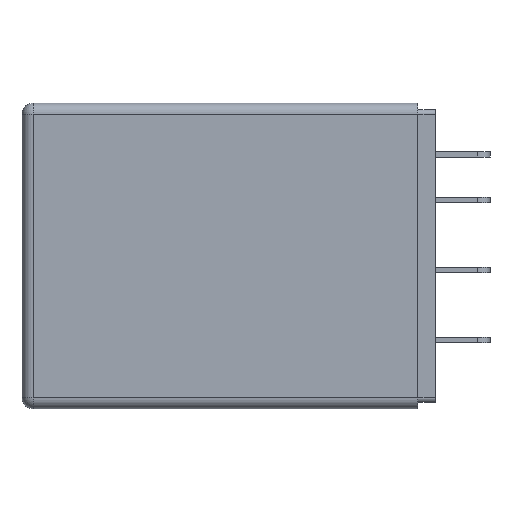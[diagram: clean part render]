
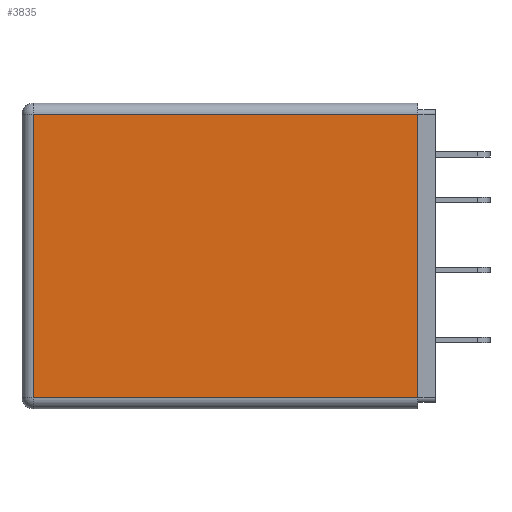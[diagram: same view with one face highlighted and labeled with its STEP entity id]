
A CAD part, left-side view. The second image highlights one B-rep face of the part: STEP entity #3835.
In plain terms, the highlighted planar face has unit normal (-1, 0, 0).
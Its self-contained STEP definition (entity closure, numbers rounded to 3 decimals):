
#3671=CARTESIAN_POINT('',(-21.2,34.6,1.0));
#3672=VERTEX_POINT('',#3671);
#3680=CARTESIAN_POINT('',(-21.2,34.6,26.5));
#3681=VERTEX_POINT('',#3680);
#3682=CARTESIAN_POINT('',(-21.2,34.6,1.0));
#3683=DIRECTION('',(0.0,0.0,1.0));
#3684=VECTOR('',#3683,25.5);
#3685=LINE('',#3682,#3684);
#3686=EDGE_CURVE('',#3672,#3681,#3685,.T.);
#3793=CARTESIAN_POINT('',(-21.2,0.0,26.5));
#3794=VERTEX_POINT('',#3793);
#3795=CARTESIAN_POINT('',(-21.2,0.0,26.5));
#3796=DIRECTION('',(0.0,1.0,0.0));
#3797=VECTOR('',#3796,34.6);
#3798=LINE('',#3795,#3797);
#3799=EDGE_CURVE('',#3794,#3681,#3798,.T.);
#3812=CARTESIAN_POINT('',(-21.2,0.0,1.0));
#3813=DIRECTION('',(-1.0,0.0,0.0));
#3814=DIRECTION('',(0.0,0.0,1.0));
#3815=AXIS2_PLACEMENT_3D('',#3812,#3813,#3814);
#3816=PLANE('',#3815);
#3817=ORIENTED_EDGE('',*,*,#3686,.F.);
#3818=CARTESIAN_POINT('',(-21.2,0.0,1.0));
#3819=VERTEX_POINT('',#3818);
#3820=CARTESIAN_POINT('',(-21.2,0.0,1.0));
#3821=DIRECTION('',(0.0,1.0,0.0));
#3822=VECTOR('',#3821,34.6);
#3823=LINE('',#3820,#3822);
#3824=EDGE_CURVE('',#3819,#3672,#3823,.T.);
#3825=ORIENTED_EDGE('',*,*,#3824,.F.);
#3826=CARTESIAN_POINT('',(-21.2,0.0,1.0));
#3827=DIRECTION('',(0.0,0.0,1.0));
#3828=VECTOR('',#3827,25.5);
#3829=LINE('',#3826,#3828);
#3830=EDGE_CURVE('',#3819,#3794,#3829,.T.);
#3831=ORIENTED_EDGE('',*,*,#3830,.T.);
#3832=ORIENTED_EDGE('',*,*,#3799,.T.);
#3833=EDGE_LOOP('',(#3817,#3825,#3831,#3832));
#3834=FACE_OUTER_BOUND('',#3833,.T.);
#3835=ADVANCED_FACE('',(#3834),#3816,.T.);
